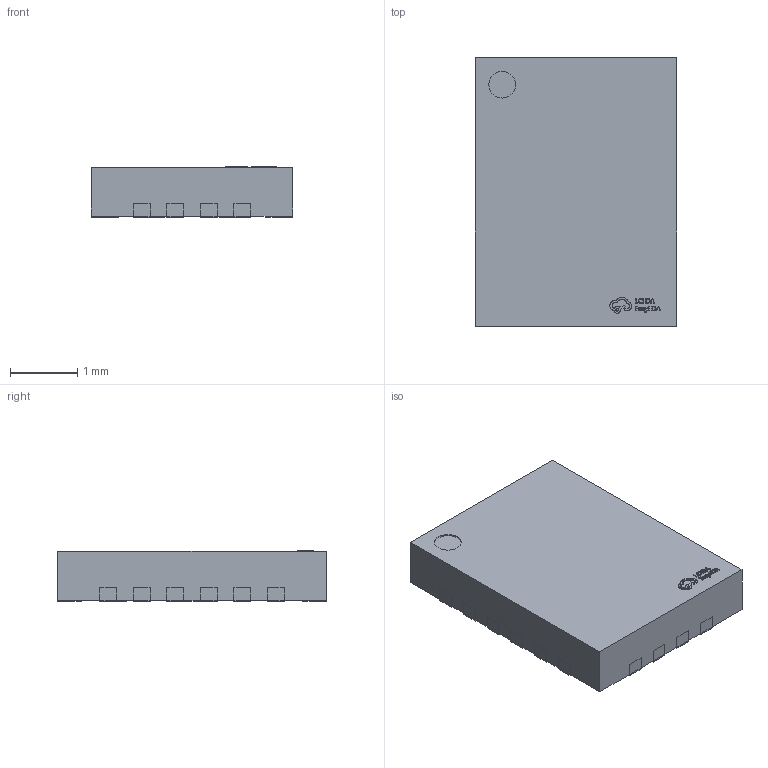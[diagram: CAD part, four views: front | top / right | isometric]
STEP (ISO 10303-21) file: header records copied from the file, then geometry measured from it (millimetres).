
FILE_DESCRIPTION (( 'STEP AP214' ), '1' );
FILE_NAME ('QFN-20_L4.0-W3.0-H0.8-P0.50-BL-EP_LT3033EUDC-PBF.step', '2022-07-15T02:58:27', ( '' ), ( '' ), 'SwSTEP 2.0', 'SolidWorks 2020', '' );
FILE_SCHEMA (( 'AUTOMOTIVE_DESIGN' ));
Length unit declared in the file: millimetre
Products named in the file (1): QFN-20_L4.0-W3.0-H0.8-P0.50-BL-EP_LT3033EUDC-PBF
Bounding box: 3 x 4 x 0.76 mm (x, y, z)
Volume: 8.9 mm3; surface area: 49.8 mm2
Topology: 45 solids, 45 shells, 699 faces, 1746 edges, 1164 vertices
Faces by surface type: plane 468, bspline 229, cylinder 2
Entity records: 30742 total; most frequent: CARTESIAN_POINT 8780, ORIENTED_EDGE 3492, DIRECTION 2053, EDGE_CURVE 1746, VERTEX_POINT 1164, LINE 1103, VECTOR 1103, EDGE_LOOP 726
